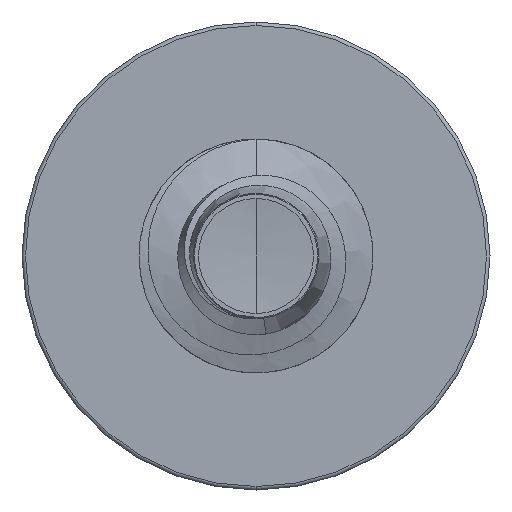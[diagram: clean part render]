
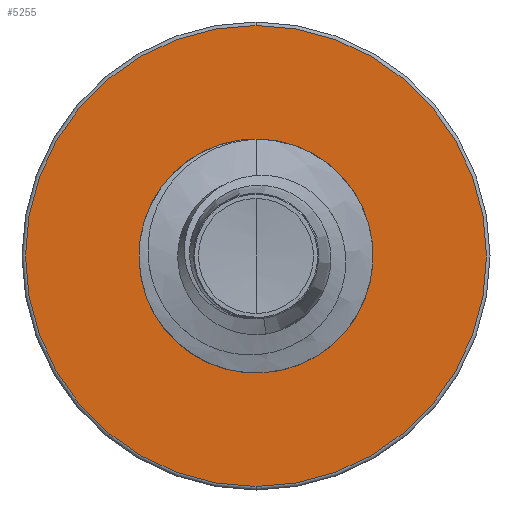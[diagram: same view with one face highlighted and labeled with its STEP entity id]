
A CAD part, front view. The second image highlights one B-rep face of the part: STEP entity #5255.
In plain terms, the highlighted planar face has unit normal (0, -1, 0).
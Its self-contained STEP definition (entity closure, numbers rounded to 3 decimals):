
#383 = FACE_OUTER_BOUND ( 'NONE', #15821, .T. ) ;
#546 = AXIS2_PLACEMENT_3D ( 'NONE', #8364, #8311, #8288 ) ;
#685 = ORIENTED_EDGE ( 'NONE', *, *, #17335, .T. ) ;
#694 = EDGE_CURVE ( 'NONE', #17717, #18481, #11620, .T. ) ;
#1018 = DIRECTION ( 'NONE',  ( 0., 0., 1. ) ) ;
#1024 = DIRECTION ( 'NONE',  ( 0., 1., 0. ) ) ;
#1046 = CIRCLE ( 'NONE', #17863, 5.91 ) ;
#1125 = PLANE ( 'NONE',  #17921 ) ;
#1214 = CARTESIAN_POINT ( 'NONE',  ( 0., 17.5, -2.842 ) ) ;
#2765 = CARTESIAN_POINT ( 'NONE',  ( 0., 17.5, -5.91 ) ) ;
#4163 = DIRECTION ( 'NONE',  ( 0., 0., 1. ) ) ;
#4193 = DIRECTION ( 'NONE',  ( 0., 1., 0. ) ) ;
#4196 = CARTESIAN_POINT ( 'NONE',  ( 0., 17.5, 0. ) ) ;
#5255 = ADVANCED_FACE ( 'NONE', ( #383, #11019 ), #1125, .F. ) ;
#5834 = ORIENTED_EDGE ( 'NONE', *, *, #694, .F. ) ;
#6602 = CARTESIAN_POINT ( 'NONE',  ( 0., 17.5, 5.91 ) ) ;
#7097 = CIRCLE ( 'NONE', #15497, 2.842 ) ;
#7216 = VERTEX_POINT ( 'NONE', #12452 ) ;
#7329 = EDGE_CURVE ( 'NONE', #7216, #8588, #7097, .T. ) ;
#8288 = DIRECTION ( 'NONE',  ( 0., 0., 1. ) ) ;
#8311 = DIRECTION ( 'NONE',  ( 0., 1., 0. ) ) ;
#8364 = CARTESIAN_POINT ( 'NONE',  ( 0., 17.5, 0. ) ) ;
#8588 = VERTEX_POINT ( 'NONE', #9400 ) ;
#8798 = DIRECTION ( 'NONE',  ( 0., 0., 1. ) ) ;
#8830 = DIRECTION ( 'NONE',  ( 0., 1., 0. ) ) ;
#8835 = CARTESIAN_POINT ( 'NONE',  ( 0., 17.5, 0. ) ) ;
#8856 = AXIS2_PLACEMENT_3D ( 'NONE', #4196, #4193, #4163 ) ;
#9400 = CARTESIAN_POINT ( 'NONE',  ( 0., 17.5, 2.842 ) ) ;
#11019 = FACE_BOUND ( 'NONE', #12131, .T. ) ;
#11620 = CIRCLE ( 'NONE', #546, 5.91 ) ;
#12101 = DIRECTION ( 'NONE',  ( 0., 0., 1. ) ) ;
#12125 = DIRECTION ( 'NONE',  ( 0., 1., 0. ) ) ;
#12131 = EDGE_LOOP ( 'NONE', ( #685, #16168 ) ) ;
#12146 = CARTESIAN_POINT ( 'NONE',  ( 0., 17.5, 0. ) ) ;
#12452 = CARTESIAN_POINT ( 'NONE',  ( 0., 17.5, -2.842 ) ) ;
#13688 = ORIENTED_EDGE ( 'NONE', *, *, #14991, .F. ) ;
#14106 = CIRCLE ( 'NONE', #8856, 2.842 ) ;
#14991 = EDGE_CURVE ( 'NONE', #18481, #17717, #1046, .T. ) ;
#15497 = AXIS2_PLACEMENT_3D ( 'NONE', #12146, #12125, #12101 ) ;
#15821 = EDGE_LOOP ( 'NONE', ( #13688, #5834 ) ) ;
#16168 = ORIENTED_EDGE ( 'NONE', *, *, #7329, .T. ) ;
#17335 = EDGE_CURVE ( 'NONE', #8588, #7216, #14106, .T. ) ;
#17717 = VERTEX_POINT ( 'NONE', #2765 ) ;
#17863 = AXIS2_PLACEMENT_3D ( 'NONE', #8835, #8830, #8798 ) ;
#17921 = AXIS2_PLACEMENT_3D ( 'NONE', #1214, #1024, #1018 ) ;
#18481 = VERTEX_POINT ( 'NONE', #6602 ) ;
